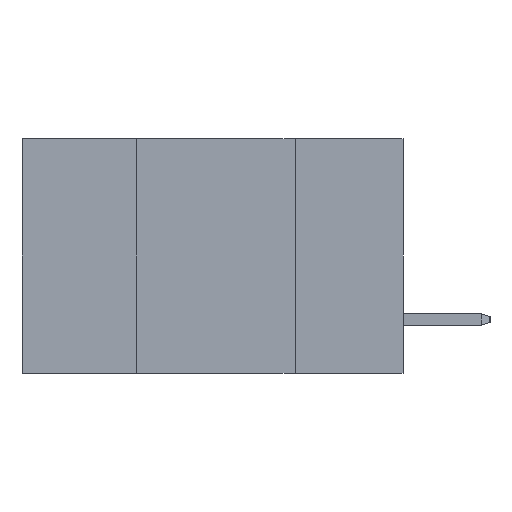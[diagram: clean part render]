
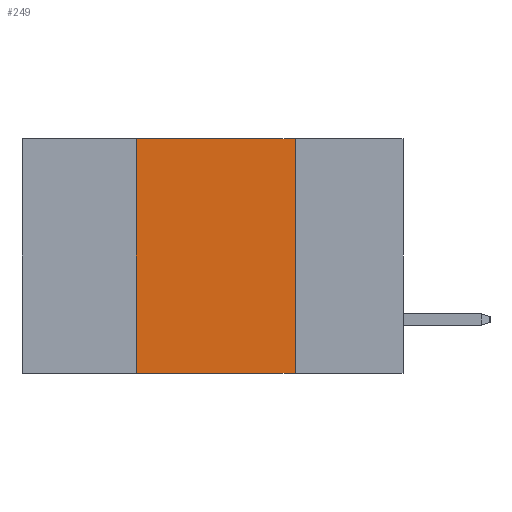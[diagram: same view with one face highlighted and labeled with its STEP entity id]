
A CAD part, left-side view. The second image highlights one B-rep face of the part: STEP entity #249.
In plain terms, the highlighted planar face has unit normal (-1, 0, 0).
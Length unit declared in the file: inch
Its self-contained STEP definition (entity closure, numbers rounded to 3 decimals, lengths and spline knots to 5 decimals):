
#18 = CARTESIAN_POINT ( 'NONE',  ( 0., 0.17, 0. ) ) ;
#56 = LINE ( 'NONE', #6184, #4619 ) ;
#96 = AXIS2_PLACEMENT_3D ( 'NONE', #1725, #6498, #15107 ) ;
#249 = ADVANCED_FACE ( 'NONE', ( #2838 ), #7703, .F. ) ;
#1302 = LINE ( 'NONE', #18, #7567 ) ;
#1442 = DIRECTION ( 'NONE',  ( 0., -1., 0. ) ) ;
#1546 = VERTEX_POINT ( 'NONE', #15258 ) ;
#1725 = CARTESIAN_POINT ( 'NONE',  ( 0., 0.6, 0. ) ) ;
#1974 = VECTOR ( 'NONE', #10870, 39.37008 ) ;
#2490 = VERTEX_POINT ( 'NONE', #6905 ) ;
#2838 = FACE_OUTER_BOUND ( 'NONE', #11608, .T. ) ;
#3760 = EDGE_CURVE ( 'NONE', #8767, #2490, #1302, .T. ) ;
#4509 = ORIENTED_EDGE ( 'NONE', *, *, #3760, .F. ) ;
#4619 = VECTOR ( 'NONE', #8574, 39.37008 ) ;
#4889 = DIRECTION ( 'NONE',  ( 0., 0., -1. ) ) ;
#5053 = EDGE_CURVE ( 'NONE', #12824, #1546, #8399, .T. ) ;
#6013 = CARTESIAN_POINT ( 'NONE',  ( 0., 0.42, 0. ) ) ;
#6184 = CARTESIAN_POINT ( 'NONE',  ( 0., 0.6, -0.37 ) ) ;
#6498 = DIRECTION ( 'NONE',  ( 1., 0., 0. ) ) ;
#6785 = EDGE_CURVE ( 'NONE', #1546, #8767, #8447, .T. ) ;
#6905 = CARTESIAN_POINT ( 'NONE',  ( 0., 0.17, -0.37 ) ) ;
#7567 = VECTOR ( 'NONE', #4889, 39.37008 ) ;
#7703 = PLANE ( 'NONE',  #96 ) ;
#8399 = LINE ( 'NONE', #6013, #1974 ) ;
#8447 = LINE ( 'NONE', #14582, #12121 ) ;
#8574 = DIRECTION ( 'NONE',  ( 0., -1., 0. ) ) ;
#8767 = VERTEX_POINT ( 'NONE', #11881 ) ;
#9425 = ORIENTED_EDGE ( 'NONE', *, *, #5053, .F. ) ;
#9750 = ORIENTED_EDGE ( 'NONE', *, *, #11386, .T. ) ;
#10473 = ORIENTED_EDGE ( 'NONE', *, *, #6785, .F. ) ;
#10870 = DIRECTION ( 'NONE',  ( 0., 0., 1. ) ) ;
#11386 = EDGE_CURVE ( 'NONE', #12824, #2490, #56, .T. ) ;
#11608 = EDGE_LOOP ( 'NONE', ( #4509, #10473, #9425, #9750 ) ) ;
#11881 = CARTESIAN_POINT ( 'NONE',  ( 0., 0.17, 0. ) ) ;
#12121 = VECTOR ( 'NONE', #1442, 39.37008 ) ;
#12824 = VERTEX_POINT ( 'NONE', #13645 ) ;
#13645 = CARTESIAN_POINT ( 'NONE',  ( 0., 0.42, -0.37 ) ) ;
#14582 = CARTESIAN_POINT ( 'NONE',  ( 0., 0.6, 0. ) ) ;
#15107 = DIRECTION ( 'NONE',  ( 0., 0., -1. ) ) ;
#15258 = CARTESIAN_POINT ( 'NONE',  ( 0., 0.42, 0. ) ) ;
